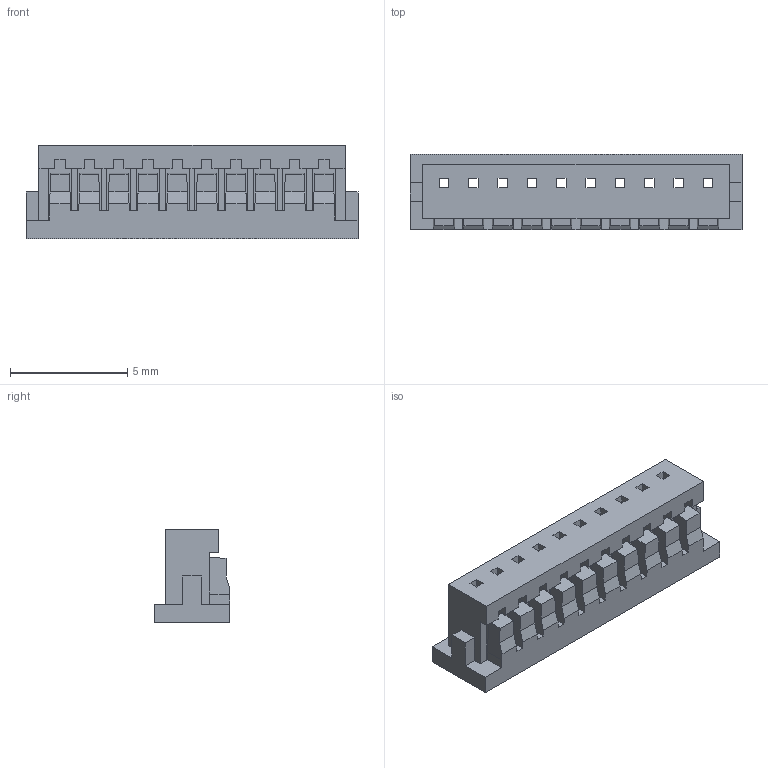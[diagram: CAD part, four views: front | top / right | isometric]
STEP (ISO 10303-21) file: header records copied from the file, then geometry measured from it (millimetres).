
FILE_DESCRIPTION(('OneSpaceDesigner STEP Export'),'2;1');
FILE_NAME('DF13-10S-1.25C.stp','2007-03-23T11:25:13',(''),(''),'OneSpace Designer STEP processor (Jan. 2003) for AP214(CD)(Solid Model)','OneSpace Designer 12.00 10-Sep-2003 (C) CoCreate Software GmbH','');
FILE_SCHEMA(('AUTOMOTIVE_DESIGN_CC2 {1 2 10303 214 -1 1 5 1}'));
Length unit declared in the file: millimetre
Products named in the file (2): ³P[X
Assembly tree (1 placements, depth 2):
  ³P[X
    ³P[X
Bounding box: 14.15 x 3.2 x 4 mm (x, y, z)
Volume: 76.8 mm3; surface area: 437 mm2
Topology: 1 solids, 1 shells, 272 faces, 800 edges, 520 vertices
Faces by surface type: plane 272
Entity records: 8791 total; most frequent: ORIENTED_EDGE 1600, CARTESIAN_POINT 1564, DIRECTION 1300, EDGE_CURVE 800, VECTOR 788, LINE 788, VERTEX_POINT 520, EDGE_LOOP 302
